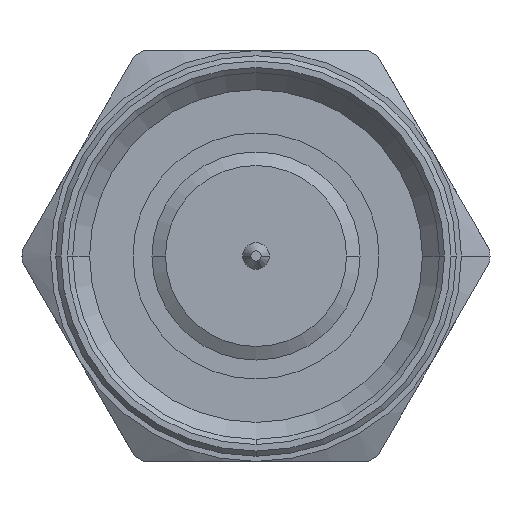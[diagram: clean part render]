
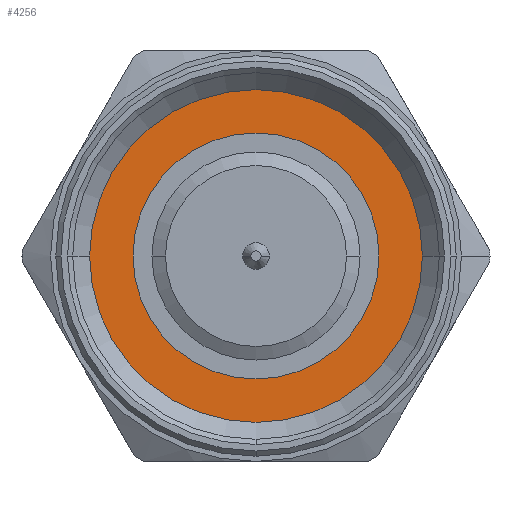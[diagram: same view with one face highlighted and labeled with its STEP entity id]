
A CAD part, left-side view. The second image highlights one B-rep face of the part: STEP entity #4256.
In plain terms, the highlighted planar face has unit normal (-1, 0, 0).
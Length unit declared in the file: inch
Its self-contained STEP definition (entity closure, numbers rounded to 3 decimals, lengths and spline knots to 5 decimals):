
#58 = PLANE ( 'NONE',  #3558 ) ;
#60 = CARTESIAN_POINT ( 'NONE',  ( 0.22244, 0., 0. ) ) ;
#108 = DIRECTION ( 'NONE',  ( 1., 0., 0. ) ) ;
#305 = DIRECTION ( 'NONE',  ( -1., 0., 0. ) ) ;
#918 = DIRECTION ( 'NONE',  ( -1., 0., 0. ) ) ;
#941 = CIRCLE ( 'NONE', #3019, 0.13878 ) ;
#998 = VERTEX_POINT ( 'NONE', #4305 ) ;
#1290 = VERTEX_POINT ( 'NONE', #5332 ) ;
#1555 = EDGE_CURVE ( 'NONE', #3993, #1290, #4983, .T. ) ;
#1561 = CARTESIAN_POINT ( 'NONE',  ( 0.22244, 0.13878, 0. ) ) ;
#1714 = EDGE_CURVE ( 'NONE', #3664, #998, #941, .T. ) ;
#1791 = CARTESIAN_POINT ( 'NONE',  ( 0.22244, 0.09311, 0. ) ) ;
#2048 = CARTESIAN_POINT ( 'NONE',  ( 0.22244, 0., 0. ) ) ;
#2307 = AXIS2_PLACEMENT_3D ( 'NONE', #2048, #305, #4011 ) ;
#2437 = DIRECTION ( 'NONE',  ( 0., 1., 0. ) ) ;
#2651 = AXIS2_PLACEMENT_3D ( 'NONE', #4164, #108, #4136 ) ;
#2898 = ORIENTED_EDGE ( 'NONE', *, *, #3152, .T. ) ;
#2949 = DIRECTION ( 'NONE',  ( -1., 0., 0. ) ) ;
#2976 = DIRECTION ( 'NONE',  ( 0., 0., 1. ) ) ;
#3019 = AXIS2_PLACEMENT_3D ( 'NONE', #4490, #5229, #2437 ) ;
#3152 = EDGE_CURVE ( 'NONE', #3664, #998, #4634, .T. ) ;
#3350 = FACE_OUTER_BOUND ( 'NONE', #4524, .T. ) ;
#3363 = ORIENTED_EDGE ( 'NONE', *, *, #1555, .T. ) ;
#3558 = AXIS2_PLACEMENT_3D ( 'NONE', #3805, #918, #2976 ) ;
#3600 = ORIENTED_EDGE ( 'NONE', *, *, #5311, .F. ) ;
#3664 = VERTEX_POINT ( 'NONE', #1561 ) ;
#3769 = ORIENTED_EDGE ( 'NONE', *, *, #1714, .F. ) ;
#3805 = CARTESIAN_POINT ( 'NONE',  ( 0.22244, 0., 0. ) ) ;
#3993 = VERTEX_POINT ( 'NONE', #1791 ) ;
#4011 = DIRECTION ( 'NONE',  ( 0., 1., 0. ) ) ;
#4136 = DIRECTION ( 'NONE',  ( 0., 1., 0. ) ) ;
#4164 = CARTESIAN_POINT ( 'NONE',  ( 0.22244, 0., 0. ) ) ;
#4180 = CIRCLE ( 'NONE', #4968, 0.09311 ) ;
#4215 = EDGE_LOOP ( 'NONE', ( #3600, #3363 ) ) ;
#4256 = ADVANCED_FACE ( 'NONE', ( #4972, #3350 ), #58, .T. ) ;
#4305 = CARTESIAN_POINT ( 'NONE',  ( 0.22244, -0.13878, 0. ) ) ;
#4490 = CARTESIAN_POINT ( 'NONE',  ( 0.22244, 0., 0. ) ) ;
#4524 = EDGE_LOOP ( 'NONE', ( #3769, #2898 ) ) ;
#4590 = DIRECTION ( 'NONE',  ( 0., 1., 0. ) ) ;
#4634 = CIRCLE ( 'NONE', #2307, 0.13878 ) ;
#4968 = AXIS2_PLACEMENT_3D ( 'NONE', #60, #2949, #4590 ) ;
#4972 = FACE_BOUND ( 'NONE', #4215, .T. ) ;
#4983 = CIRCLE ( 'NONE', #2651, 0.09311 ) ;
#5229 = DIRECTION ( 'NONE',  ( 1., 0., 0. ) ) ;
#5311 = EDGE_CURVE ( 'NONE', #3993, #1290, #4180, .T. ) ;
#5332 = CARTESIAN_POINT ( 'NONE',  ( 0.22244, -0.09311, 0. ) ) ;
